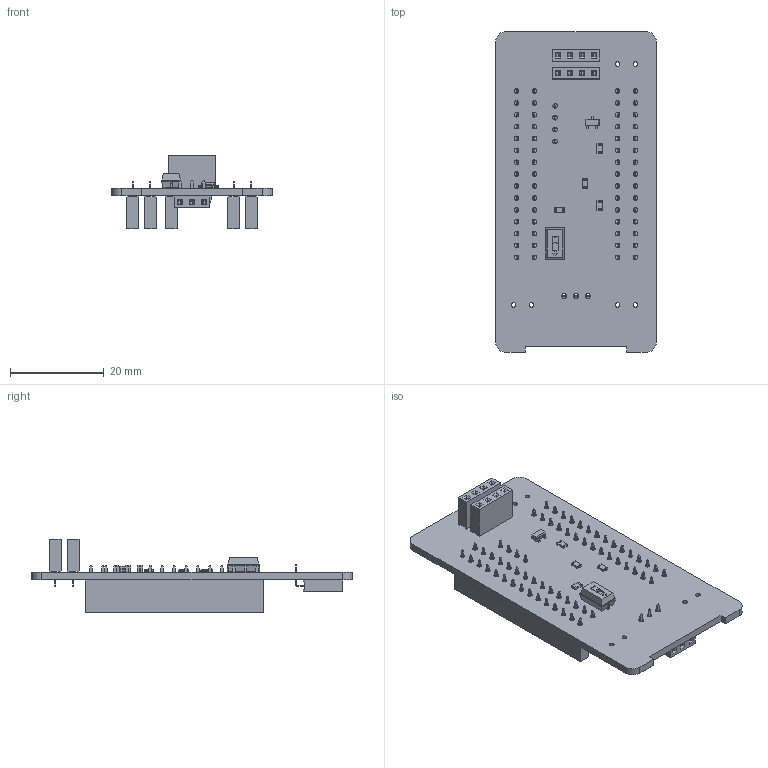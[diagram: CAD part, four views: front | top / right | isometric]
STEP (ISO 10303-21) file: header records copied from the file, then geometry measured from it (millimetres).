
FILE_DESCRIPTION(('KiCad electronic assembly'),'2;1');
FILE_NAME('amazon_ready_station.step','2021-03-24T12:03:23',('An Author' ),('A Company'),'Open CASCADE STEP processor 7.5', 'KiCad to STEP converter','Unknown');
FILE_SCHEMA(('AUTOMOTIVE_DESIGN { 1 0 10303 214 1 1 1 1 }'));
Length unit declared in the file: millimetre
Products named in the file (14): Open CASCADE STEP translator 7.5 1; PinSocket_1x03_P2.54mm_Horizontal; SOLID; PinSocket_1x04_P2.54mm_Vertical; SW_DIP_SPSTx01_Slide_6.7x4.1mm_W6.73mm_P2.54mm_LowProfile_JPin; R_0805_2012Metric; SOT-23; PinSocket_1x15_P2.54mm_Vertical; COMPOUND
Assembly tree (21 placements, depth 3):
  Open CASCADE STEP translator 7.5 1
    PinSocket_1x03_P2.54mm_Horizontal
      SOLID
    PinSocket_1x04_P2.54mm_Vertical  x3
      SOLID
    SW_DIP_SPSTx01_Slide_6.7x4.1mm_W6.73mm_P2.54mm_LowProfile_JPin
      SOLID
    R_0805_2012Metric  x4
      SOLID
    SOT-23
      SOLID
    PinSocket_1x15_P2.54mm_Vertical  x4
      SOLID
    COMPOUND
Bounding box: 34.29 x 68.58 x 15.7 mm (x, y, z)
Volume: 6903.7 mm3; surface area: 11003.8 mm2
Topology: 15 solids, 15 shells, 2746 faces, 7108 edges, 4615 vertices
Faces by surface type: plane 2564, cylinder 143, bspline 39
Full cylindrical faces by diameter (mm): 1 x81
Entity records: 69345 total; most frequent: CARTESIAN_POINT 10932, DIRECTION 9610, LINE 7014, VECTOR 7014, ORIENTED_EDGE 5088, PCURVE 5088, DEFINITIONAL_REPRESENTATION 5088, EDGE_CURVE 2544
